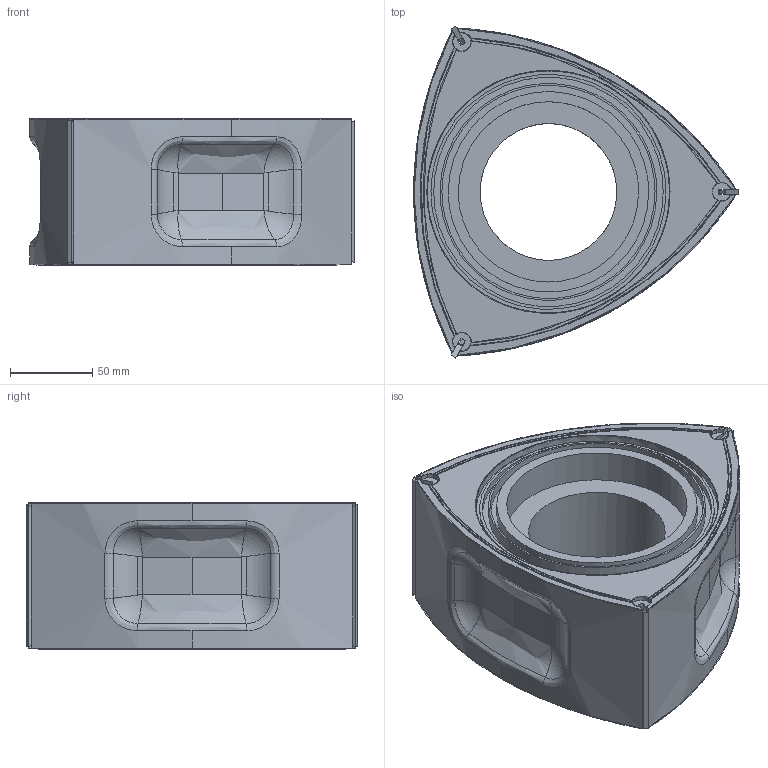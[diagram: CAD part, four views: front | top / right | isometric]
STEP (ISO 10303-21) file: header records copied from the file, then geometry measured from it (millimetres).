
FILE_DESCRIPTION(('FreeCAD Model'),'2;1');
FILE_NAME('Open CASCADE Shape Model','2025-05-04T11:05:13',('FreeCAD'),( 'FreeCAD'),'Open CASCADE STEP processor 7.6','FreeCAD','Unknown');
FILE_SCHEMA(('AUTOMOTIVE_DESIGN { 1 0 10303 214 1 1 1 1 }'));
Products named in the file (1): Open CASCADE STEP translator 7.6 1
Bounding box: 197.46 x 201.66 x 89.41 mm (x, y, z)
Volume: 1596031.7 mm3; surface area: 241755.5 mm2
Topology: 22 solids, 22 shells, 680 faces, 1682 edges, 1044 vertices
Faces by surface type: bspline 680
Entity records: 34131 total; most frequent: CARTESIAN_POINT 24893, ORIENTED_EDGE 3316, EDGE_CURVE 1658, VERTEX_POINT 1044, B_SPLINE_CURVE_WITH_KNOTS 848, FACE_BOUND 710, EDGE_LOOP 710, ADVANCED_FACE 680
